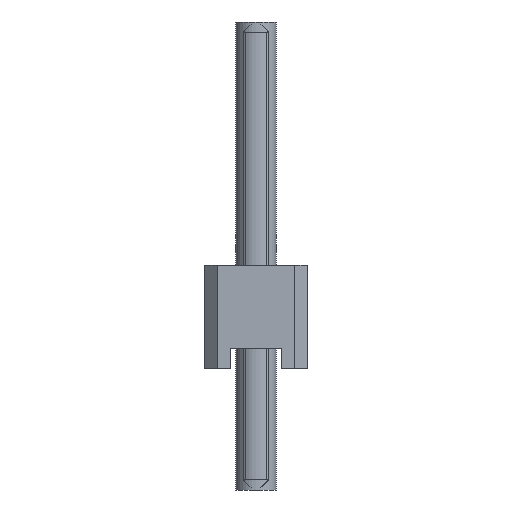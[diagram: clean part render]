
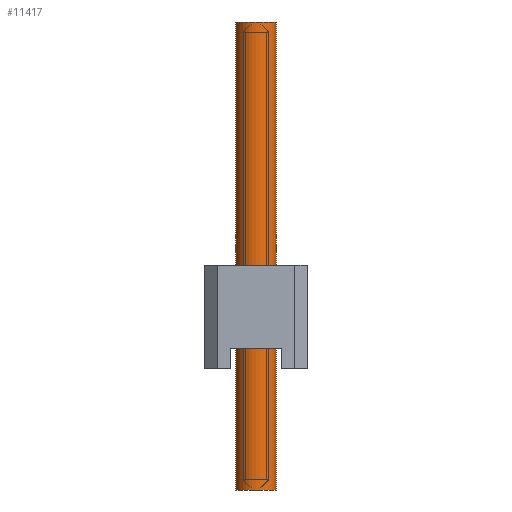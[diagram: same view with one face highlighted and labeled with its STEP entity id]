
A CAD part, left-side view. The second image highlights one B-rep face of the part: STEP entity #11417.
In plain terms, the highlighted cylindrical face has radius 0.5 mm (diameter 1 mm), a full revolution.
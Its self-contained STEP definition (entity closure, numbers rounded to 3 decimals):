
#179=CIRCLE('',#12042,0.5);
#180=CIRCLE('',#12043,0.5);
#504=CYLINDRICAL_SURFACE('',#12041,0.5);
#773=ORIENTED_EDGE('',*,*,#4135,.F.);
#774=ORIENTED_EDGE('',*,*,#4136,.T.);
#4135=EDGE_CURVE('',#5825,#5825,#179,.T.);
#4136=EDGE_CURVE('',#5826,#5826,#180,.T.);
#5825=VERTEX_POINT('',#16315);
#5826=VERTEX_POINT('',#16317);
#9701=EDGE_LOOP('',(#773));
#9702=EDGE_LOOP('',(#774));
#10353=FACE_BOUND('',#9701,.T.);
#10354=FACE_BOUND('',#9702,.T.);
#11417=ADVANCED_FACE('',(#10353,#10354),#504,.F.);
#12041=AXIS2_PLACEMENT_3D('',#16313,#13052,#13053);
#12042=AXIS2_PLACEMENT_3D('',#16314,#13054,#13055);
#12043=AXIS2_PLACEMENT_3D('',#16316,#13056,#13057);
#13052=DIRECTION('',(0.,0.,1.));
#13053=DIRECTION('',(1.,0.,0.));
#13054=DIRECTION('',(0.,0.,-1.));
#13055=DIRECTION('',(1.,0.,0.));
#13056=DIRECTION('',(0.,0.,-1.));
#13057=DIRECTION('',(1.,0.,0.));
#16313=CARTESIAN_POINT('',(0.,0.,0.));
#16314=CARTESIAN_POINT('',(0.,0.,11.54));
#16315=CARTESIAN_POINT('',(0.5,0.,11.54));
#16316=CARTESIAN_POINT('',(0.,0.,0.));
#16317=CARTESIAN_POINT('',(0.5,0.,0.));
